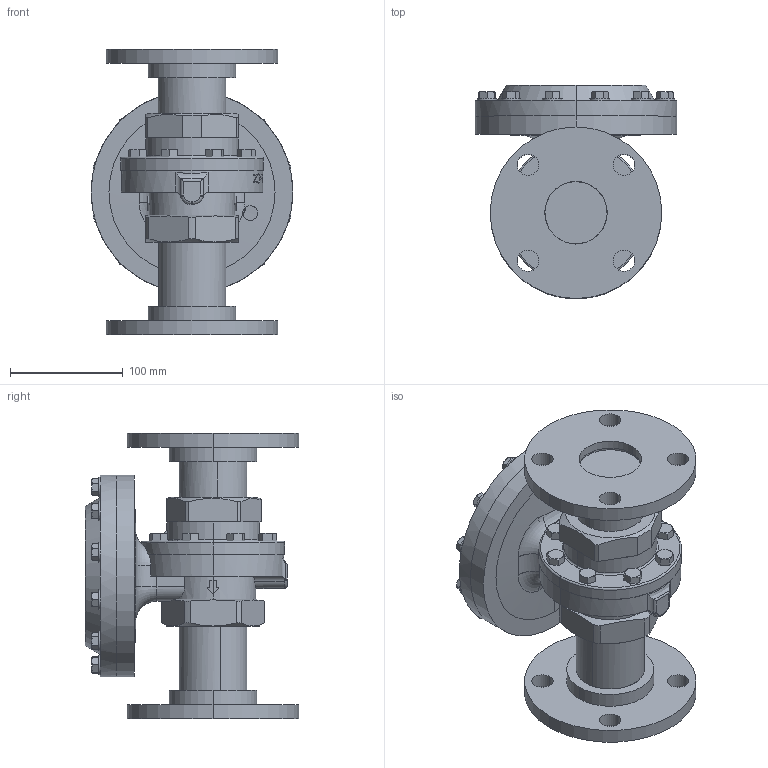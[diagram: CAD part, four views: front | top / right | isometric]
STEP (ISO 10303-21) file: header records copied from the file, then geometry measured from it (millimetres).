
FILE_DESCRIPTION (( 'STEP AP203' ), '1' );
FILE_NAME ('56-200-BR+DI-F5.step', '2017-10-04T15:19:17', ( '' ), ( '' ), 'SwSTEP 2.0', 'SolidWorks 2014', '' );
FILE_SCHEMA (( 'CONFIG_CONTROL_DESIGN' ));
Length unit declared in the file: inch
Products named in the file (1): 56-200-BR+DI-F5
Bounding box: 179.32 x 189.83 x 254 mm (x, y, z)
Volume: 2467361.5 mm3; surface area: 282462.2 mm2
Topology: 1 solids, 1 shells, 624 faces, 1525 edges, 951 vertices
Faces by surface type: plane 269, cone 162, cylinder 123, bspline 52, torus 18
Entity records: 30783 total; most frequent: CARTESIAN_POINT 16635, ORIENTED_EDGE 3050, DIRECTION 2730, EDGE_CURVE 1525, AXIS2_PLACEMENT_3D 1074, VERTEX_POINT 951, EDGE_LOOP 692, FACE_OUTER_BOUND 624
